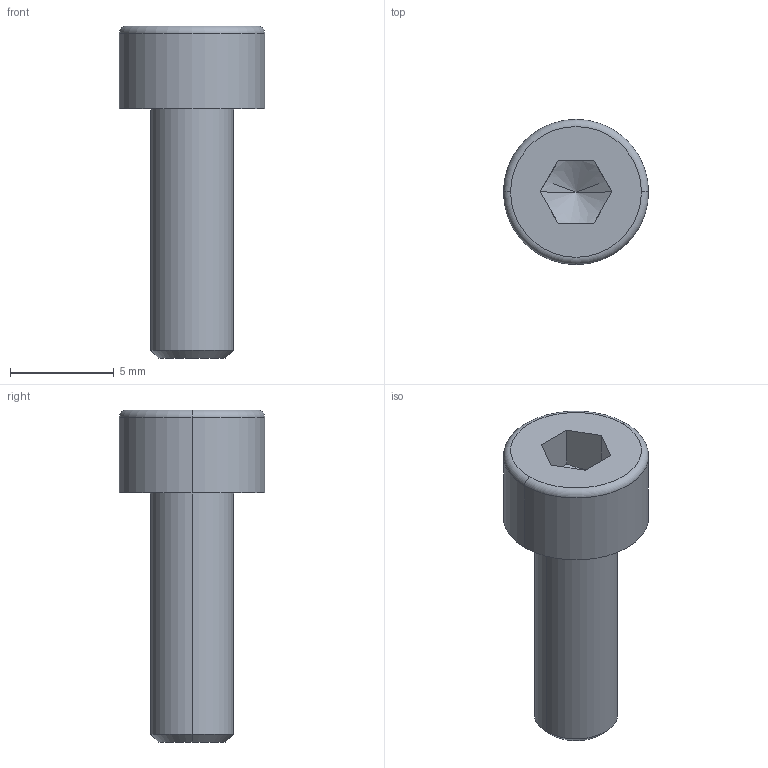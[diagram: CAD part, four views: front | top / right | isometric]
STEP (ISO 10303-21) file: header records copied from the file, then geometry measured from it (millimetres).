
FILE_DESCRIPTION (( 'STEP AP214' ), '1' );
FILE_NAME ('din_912-m4x0_7-12-8_8.STEP', '2015-10-26T08:14:05', ( '' ), ( '' ), 'SwSTEP 2.0', 'SolidWorks 2015', '' );
FILE_SCHEMA (( 'AUTOMOTIVE_DESIGN' ));
Length unit declared in the file: millimetre
Products named in the file (1): din_912-m4x0_7-12-8_8
Bounding box: 7 x 7 x 16 mm (x, y, z)
Volume: 284.7 mm3; surface area: 332.3 mm2
Topology: 1 solids, 1 shells, 19 faces, 42 edges, 25 vertices
Faces by surface type: plane 9, cone 4, cylinder 4, torus 2
Entity records: 568 total; most frequent: CARTESIAN_POINT 123, DIRECTION 88, ORIENTED_EDGE 80, EDGE_CURVE 40, AXIS2_PLACEMENT_3D 34, VERTEX_POINT 25, EDGE_LOOP 21, VECTOR 20
